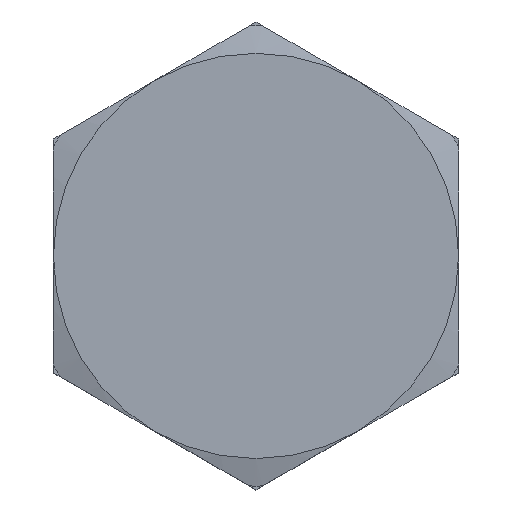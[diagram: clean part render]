
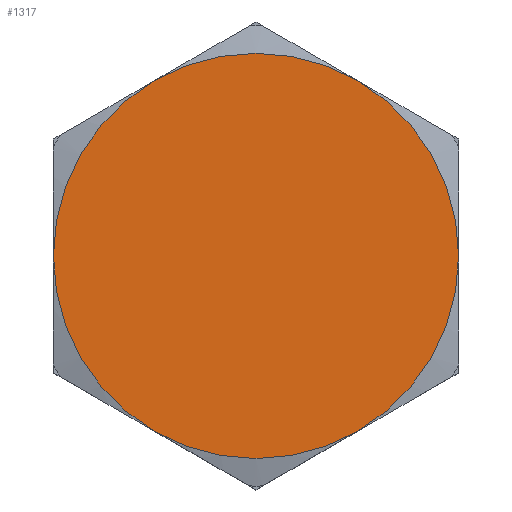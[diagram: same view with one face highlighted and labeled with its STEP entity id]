
A CAD part, top view. The second image highlights one B-rep face of the part: STEP entity #1317.
In plain terms, the highlighted planar face has unit normal (0, 0, 1).
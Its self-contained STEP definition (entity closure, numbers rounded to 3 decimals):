
#555=CARTESIAN_POINT('',(27.5,0.,36.0));
#556=VERTEX_POINT('',#555);
#627=CARTESIAN_POINT('',(13.75,23.816,36.0));
#628=VERTEX_POINT('',#627);
#692=CARTESIAN_POINT('',(-13.75,23.816,36.0));
#693=VERTEX_POINT('',#692);
#861=CARTESIAN_POINT('',(-27.5,0.,36.0));
#862=VERTEX_POINT('',#861);
#876=CARTESIAN_POINT('',(0.,0.,36.0));
#877=DIRECTION('',(0.0,0.0,1.0));
#878=DIRECTION('',(-1.0,0.0,0.0));
#879=AXIS2_PLACEMENT_3D('',#876,#877,#878);
#880=CIRCLE('',#879,27.5);
#881=EDGE_CURVE('',#693,#862,#880,.T.);
#896=CARTESIAN_POINT('',(0.,0.,36.0));
#897=DIRECTION('',(0.0,0.0,1.0));
#898=DIRECTION('',(-1.0,0.0,0.0));
#899=AXIS2_PLACEMENT_3D('',#896,#897,#898);
#900=CIRCLE('',#899,27.5);
#901=EDGE_CURVE('',#628,#693,#900,.T.);
#911=CARTESIAN_POINT('',(-13.75,-23.816,36.0));
#912=VERTEX_POINT('',#911);
#926=CARTESIAN_POINT('',(0.,0.,36.0));
#927=DIRECTION('',(0.0,0.0,1.0));
#928=DIRECTION('',(-1.0,0.0,0.0));
#929=AXIS2_PLACEMENT_3D('',#926,#927,#928);
#930=CIRCLE('',#929,27.5);
#931=EDGE_CURVE('',#862,#912,#930,.T.);
#958=CARTESIAN_POINT('',(0.,0.,36.0));
#959=DIRECTION('',(0.0,0.0,1.0));
#960=DIRECTION('',(-1.0,0.0,0.0));
#961=AXIS2_PLACEMENT_3D('',#958,#959,#960);
#962=CIRCLE('',#961,27.5);
#963=EDGE_CURVE('',#556,#628,#962,.T.);
#973=CARTESIAN_POINT('',(13.75,-23.816,36.0));
#974=VERTEX_POINT('',#973);
#988=CARTESIAN_POINT('',(0.,0.,36.0));
#989=DIRECTION('',(0.0,0.0,1.0));
#990=DIRECTION('',(-1.0,0.0,0.0));
#991=AXIS2_PLACEMENT_3D('',#988,#989,#990);
#992=CIRCLE('',#991,27.5);
#993=EDGE_CURVE('',#912,#974,#992,.T.);
#1040=CARTESIAN_POINT('',(0.,0.,36.0));
#1041=DIRECTION('',(0.0,0.0,1.0));
#1042=DIRECTION('',(-1.0,0.0,0.0));
#1043=AXIS2_PLACEMENT_3D('',#1040,#1041,#1042);
#1044=CIRCLE('',#1043,27.5);
#1045=EDGE_CURVE('',#974,#556,#1044,.T.);
#1304=CARTESIAN_POINT('',(0.,0.,36.0));
#1305=DIRECTION('',(0.0,0.0,1.0));
#1306=DIRECTION('',(1.0,0.0,0.0));
#1307=AXIS2_PLACEMENT_3D('',#1304,#1305,#1306);
#1308=PLANE('',#1307);
#1309=ORIENTED_EDGE('',*,*,#881,.T.);
#1310=ORIENTED_EDGE('',*,*,#931,.T.);
#1311=ORIENTED_EDGE('',*,*,#993,.T.);
#1312=ORIENTED_EDGE('',*,*,#1045,.T.);
#1313=ORIENTED_EDGE('',*,*,#963,.T.);
#1314=ORIENTED_EDGE('',*,*,#901,.T.);
#1315=EDGE_LOOP('',(#1309,#1310,#1311,#1312,#1313,#1314));
#1316=FACE_OUTER_BOUND('',#1315,.T.);
#1317=ADVANCED_FACE('',(#1316),#1308,.T.);
